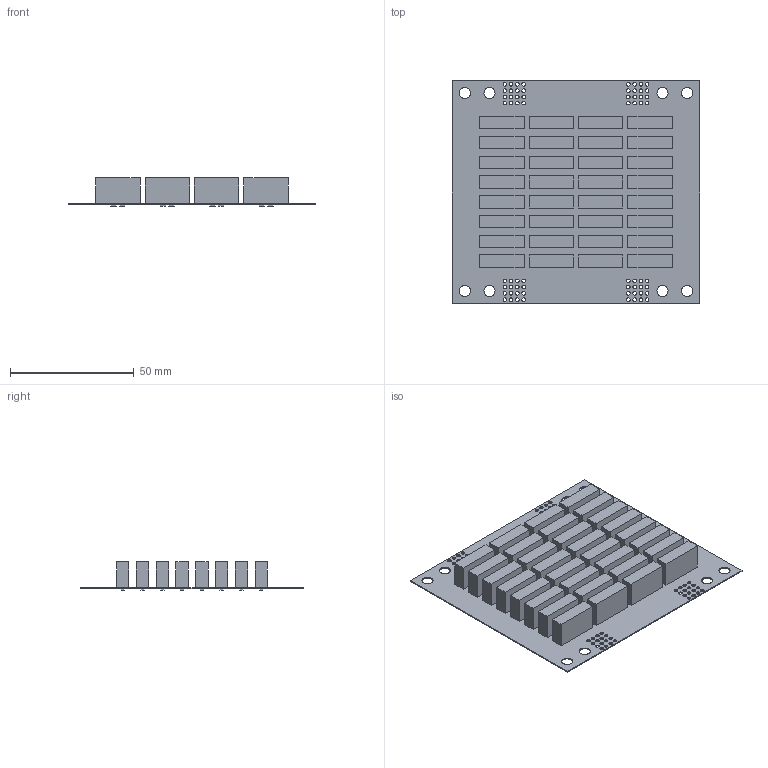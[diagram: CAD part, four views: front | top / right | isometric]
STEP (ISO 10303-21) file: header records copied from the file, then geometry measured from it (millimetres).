
FILE_DESCRIPTION(('Open CASCADE Model'),'2;1');
FILE_NAME('Open CASCADE Shape Model','2017-01-16T12:48:10',('Author'),( 'Open CASCADE'),'Open CASCADE STEP processor 6.8','Open CASCADE 6.8' ,'Unknown');
FILE_SCHEMA(('AUTOMOTIVE_DESIGN { 1 0 10303 214 1 1 1 1 }'));
Length unit declared in the file: millimetre
Products named in the file (105): PCB; BoardQCW_MMC_PCBA; C32QCW_MMC_PCBA; 1312830824; Extruded; C31QCW_MMC_PCBA; C30QCW_MMC_PCBA; C29QCW_MMC_PCBA; C28QCW_MMC_PCBA; C27QCW_MMC_PCBA; C26QCW_MMC_PCBA; C25QCW_MMC_PCBA; C24QCW_MMC_PCBA; C23QCW_MMC_PCBA; C22QCW_MMC_PCBA; C21QCW_MMC_PCBA; C20QCW_MMC_PCBA; C19QCW_MMC_PCBA; C18QCW_MMC_PCBA; C17QCW_MMC_PCBA; C16QCW_MMC_PCBA; C15QCW_MMC_PCBA; C14QCW_MMC_PCBA; C13QCW_MMC_PCBA; C12QCW_MMC_PCBA; C11QCW_MMC_PCBA; C10QCW_MMC_PCBA; C9QCW_MMC_PCBA; C8QCW_MMC_PCBA; C7QCW_MMC_PCBA; C6QCW_MMC_PCBA; C5QCW_MMC_PCBA; C4QCW_MMC_PCBA; C3QCW_MMC_PCBA; C2QCW_MMC_PCBA; C1QCW_MMC_PCBA; R1QCW_MMC_PCBA; 1311729256; Mid_Body; Terminal ...
Assembly tree (199 placements, depth 5):
  PCB
    BoardQCW_MMC_PCBA
    C32QCW_MMC_PCBA
      1312830824
        Extruded
    C31QCW_MMC_PCBA
      1312830824
        Extruded
    C30QCW_MMC_PCBA
      1312830824
        Extruded
    C29QCW_MMC_PCBA
      1312830824
        Extruded
    C28QCW_MMC_PCBA
      1312830824
        Extruded
    C27QCW_MMC_PCBA
      1312830824
        Extruded
    C26QCW_MMC_PCBA
      1312830824
        Extruded
    C25QCW_MMC_PCBA
      1312830824
        Extruded
    C24QCW_MMC_PCBA
      1312830824
        Extruded
    C23QCW_MMC_PCBA
      1312830824
        Extruded
    C22QCW_MMC_PCBA
      1312830824
        Extruded
    C21QCW_MMC_PCBA
      1312830824
        Extruded
    C20QCW_MMC_PCBA
      1312830824
        Extruded
    C19QCW_MMC_PCBA
      1312830824
        Extruded
    C18QCW_MMC_PCBA
      1312830824
        Extruded
    C17QCW_MMC_PCBA
      1312830824
        Extruded
    C16QCW_MMC_PCBA
      1312830824
        Extruded
    C15QCW_MMC_PCBA
      1312830824
        Extruded
    C14QCW_MMC_PCBA
      1312830824
        Extruded
    C13QCW_MMC_PCBA
Bounding box: 100 x 90 x 11.56 mm (x, y, z)
Volume: 33937.7 mm3; surface area: 40312.5 mm2
Topology: 289 solids, 289 shells, 2382 faces, 5412 edges, 3608 vertices
Faces by surface type: plane 2246, cylinder 136
Full cylindrical faces by diameter (mm): 1 x64, 1.45 x64, 4.5 x8
Entity records: 8889 total; most frequent: DIRECTION 1492, CARTESIAN_POINT 1170, ORIENTED_EDGE 960, AXIS2_PLACEMENT_3D 642, EDGE_CURVE 480, FACE_BOUND 442, EDGE_LOOP 442, VERTEX_POINT 320
